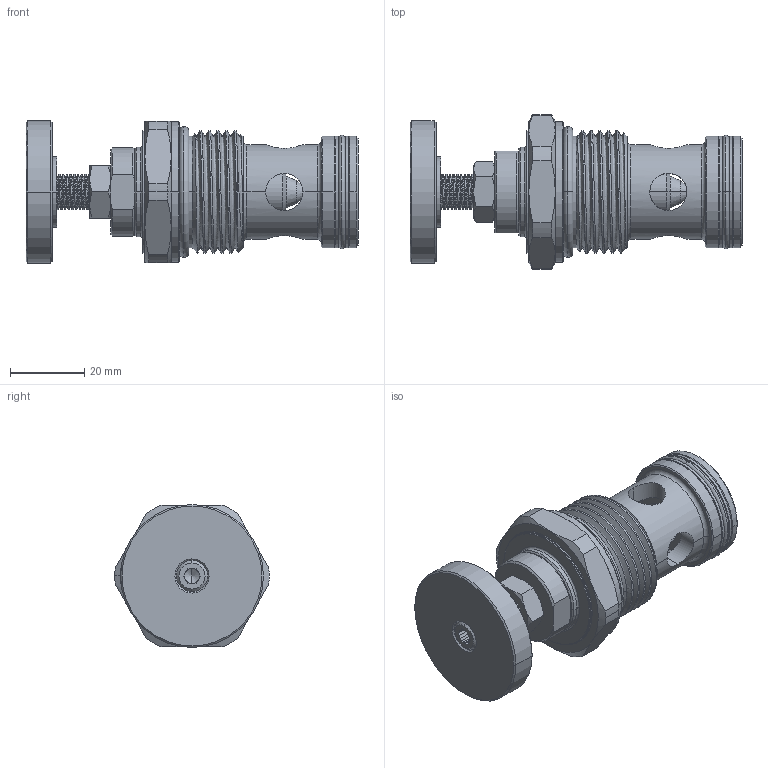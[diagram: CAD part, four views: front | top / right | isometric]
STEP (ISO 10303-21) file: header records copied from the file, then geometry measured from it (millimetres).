
FILE_DESCRIPTION (( 'STEP AP203' ), '1' );
FILE_NAME ('NV21E20-E.STEP', '2016-07-05T07:58:35', ( '' ), ( '' ), 'SwSTEP 2.0', 'SolidWorks 2012', '' );
FILE_SCHEMA (( 'CONFIG_CONTROL_DESIGN' ));
Length unit declared in the file: millimetre
Products named in the file (1): NV21E20-E
Bounding box: 89.25 x 41.5 x 38.4 mm (x, y, z)
Volume: 52016.4 mm3; surface area: 18514.9 mm2
Topology: 7 solids, 7 shells, 338 faces, 862 edges, 542 vertices
Faces by surface type: cylinder 161, cone 78, plane 74, torus 18, bspline 7
Entity records: 22735 total; most frequent: CARTESIAN_POINT 15140, ORIENTED_EDGE 1716, DIRECTION 1448, EDGE_CURVE 858, AXIS2_PLACEMENT_3D 571, VERTEX_POINT 542, EDGE_LOOP 366, ADVANCED_FACE 338
